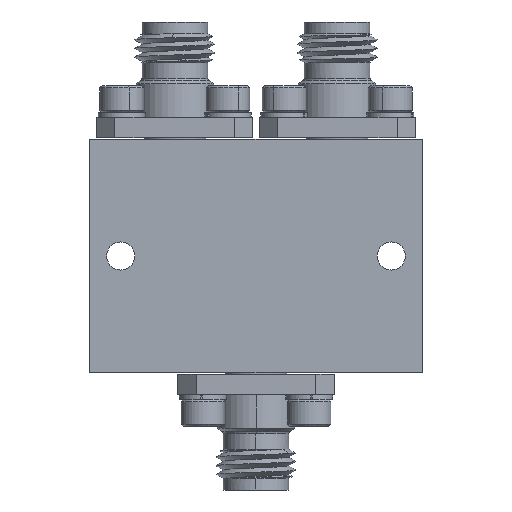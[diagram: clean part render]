
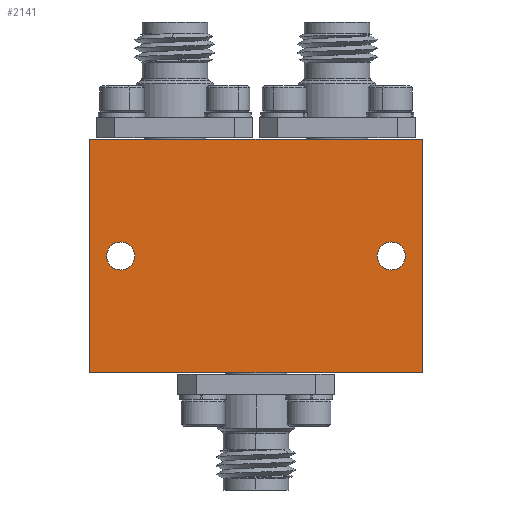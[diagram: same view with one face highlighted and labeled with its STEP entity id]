
A CAD part, front view. The second image highlights one B-rep face of the part: STEP entity #2141.
In plain terms, the highlighted planar face has unit normal (0, -1, 0).
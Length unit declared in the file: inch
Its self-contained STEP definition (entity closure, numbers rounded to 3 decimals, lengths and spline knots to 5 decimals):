
#73 = EDGE_CURVE ( 'NONE', #10821, #12944, #19573, .T. ) ;
#114 = EDGE_CURVE ( 'NONE', #12944, #10821, #3318, .T. ) ;
#1687 = VECTOR ( 'NONE', #25625, 39.37008 ) ;
#2141 = ADVANCED_FACE ( 'NONE', ( #19823, #23438, #26550 ), #26255, .T. ) ;
#2466 = CARTESIAN_POINT ( 'NONE',  ( 0., 0., -0.74803 ) ) ;
#2704 = CARTESIAN_POINT ( 'NONE',  ( 0.96457, 0., -0.37402 ) ) ;
#3022 = ORIENTED_EDGE ( 'NONE', *, *, #73, .T. ) ;
#3082 = DIRECTION ( 'NONE',  ( 0., 0., 1. ) ) ;
#3318 = CIRCLE ( 'NONE', #24145, 0.045 ) ;
#3432 = VECTOR ( 'NONE', #21568, 39.37008 ) ;
#3958 = EDGE_LOOP ( 'NONE', ( #17323, #18051 ) ) ;
#4414 = CARTESIAN_POINT ( 'NONE',  ( 1.06299, 0., 0. ) ) ;
#5557 = ORIENTED_EDGE ( 'NONE', *, *, #114, .T. ) ;
#6049 = CARTESIAN_POINT ( 'NONE',  ( 0.96457, 0., -0.32902 ) ) ;
#6069 = AXIS2_PLACEMENT_3D ( 'NONE', #16511, #7876, #27348 ) ;
#6158 = CARTESIAN_POINT ( 'NONE',  ( 0., 0., 0. ) ) ;
#6954 = DIRECTION ( 'NONE',  ( 0., 0., -1. ) ) ;
#7213 = DIRECTION ( 'NONE',  ( 0., 1., 0. ) ) ;
#7232 = DIRECTION ( 'NONE',  ( 0., 1., 0. ) ) ;
#7790 = DIRECTION ( 'NONE',  ( 0., 0., 1. ) ) ;
#7876 = DIRECTION ( 'NONE',  ( 0., 1., 0. ) ) ;
#8750 = CIRCLE ( 'NONE', #6069, 0.045 ) ;
#8752 = AXIS2_PLACEMENT_3D ( 'NONE', #16012, #7232, #18003 ) ;
#9301 = VECTOR ( 'NONE', #3082, 39.37008 ) ;
#10214 = VERTEX_POINT ( 'NONE', #26772 ) ;
#10821 = VERTEX_POINT ( 'NONE', #25233 ) ;
#11122 = DIRECTION ( 'NONE',  ( -1., 0., 0. ) ) ;
#11362 = DIRECTION ( 'NONE',  ( 0., 0., 1. ) ) ;
#11711 = VERTEX_POINT ( 'NONE', #4414 ) ;
#11955 = EDGE_CURVE ( 'NONE', #10214, #23076, #16092, .T. ) ;
#12237 = ORIENTED_EDGE ( 'NONE', *, *, #26937, .F. ) ;
#12940 = EDGE_CURVE ( 'NONE', #23076, #11711, #16928, .T. ) ;
#12944 = VERTEX_POINT ( 'NONE', #6049 ) ;
#13330 = DIRECTION ( 'NONE',  ( 0., 1., 0. ) ) ;
#14637 = AXIS2_PLACEMENT_3D ( 'NONE', #2704, #13330, #11362 ) ;
#14698 = EDGE_LOOP ( 'NONE', ( #5557, #3022 ) ) ;
#14970 = LINE ( 'NONE', #25476, #3432 ) ;
#15328 = CARTESIAN_POINT ( 'NONE',  ( 0., 0., 0. ) ) ;
#16009 = EDGE_CURVE ( 'NONE', #26798, #23902, #8750, .T. ) ;
#16012 = CARTESIAN_POINT ( 'NONE',  ( 0.09843, 0., -0.37402 ) ) ;
#16092 = LINE ( 'NONE', #26773, #9301 ) ;
#16167 = VERTEX_POINT ( 'NONE', #19408 ) ;
#16260 = ORIENTED_EDGE ( 'NONE', *, *, #12940, .F. ) ;
#16281 = CARTESIAN_POINT ( 'NONE',  ( 0.96457, 0., -0.37402 ) ) ;
#16501 = CARTESIAN_POINT ( 'NONE',  ( 0.09843, 0., -0.41902 ) ) ;
#16511 = CARTESIAN_POINT ( 'NONE',  ( 0.09843, 0., -0.37402 ) ) ;
#16928 = LINE ( 'NONE', #20893, #1687 ) ;
#17323 = ORIENTED_EDGE ( 'NONE', *, *, #16009, .T. ) ;
#18003 = DIRECTION ( 'NONE',  ( 0., 0., 1. ) ) ;
#18051 = ORIENTED_EDGE ( 'NONE', *, *, #18318, .T. ) ;
#18318 = EDGE_CURVE ( 'NONE', #23902, #26798, #19610, .T. ) ;
#19408 = CARTESIAN_POINT ( 'NONE',  ( 1.06299, 0., -0.74803 ) ) ;
#19573 = CIRCLE ( 'NONE', #14637, 0.045 ) ;
#19610 = CIRCLE ( 'NONE', #8752, 0.045 ) ;
#19823 = FACE_BOUND ( 'NONE', #3958, .T. ) ;
#20756 = EDGE_CURVE ( 'NONE', #11711, #16167, #14970, .T. ) ;
#20880 = EDGE_LOOP ( 'NONE', ( #22987, #12237, #27201, #16260 ) ) ;
#20893 = CARTESIAN_POINT ( 'NONE',  ( 0., 0., 0. ) ) ;
#21568 = DIRECTION ( 'NONE',  ( 0., 0., -1. ) ) ;
#21836 = LINE ( 'NONE', #2466, #23318 ) ;
#22987 = ORIENTED_EDGE ( 'NONE', *, *, #11955, .F. ) ;
#23007 = AXIS2_PLACEMENT_3D ( 'NONE', #15328, #23967, #6954 ) ;
#23076 = VERTEX_POINT ( 'NONE', #6158 ) ;
#23318 = VECTOR ( 'NONE', #11122, 39.37008 ) ;
#23438 = FACE_BOUND ( 'NONE', #14698, .T. ) ;
#23902 = VERTEX_POINT ( 'NONE', #16501 ) ;
#23967 = DIRECTION ( 'NONE',  ( 0., -1., 0. ) ) ;
#24145 = AXIS2_PLACEMENT_3D ( 'NONE', #16281, #7213, #7790 ) ;
#25233 = CARTESIAN_POINT ( 'NONE',  ( 0.96457, 0., -0.41902 ) ) ;
#25476 = CARTESIAN_POINT ( 'NONE',  ( 1.06299, 0., 0. ) ) ;
#25625 = DIRECTION ( 'NONE',  ( 1., 0., 0. ) ) ;
#26255 = PLANE ( 'NONE',  #23007 ) ;
#26550 = FACE_OUTER_BOUND ( 'NONE', #20880, .T. ) ;
#26772 = CARTESIAN_POINT ( 'NONE',  ( 0., 0., -0.74803 ) ) ;
#26773 = CARTESIAN_POINT ( 'NONE',  ( 0., 0., 0. ) ) ;
#26798 = VERTEX_POINT ( 'NONE', #27612 ) ;
#26937 = EDGE_CURVE ( 'NONE', #16167, #10214, #21836, .T. ) ;
#27201 = ORIENTED_EDGE ( 'NONE', *, *, #20756, .F. ) ;
#27348 = DIRECTION ( 'NONE',  ( 0., 0., 1. ) ) ;
#27612 = CARTESIAN_POINT ( 'NONE',  ( 0.09843, 0., -0.32902 ) ) ;
